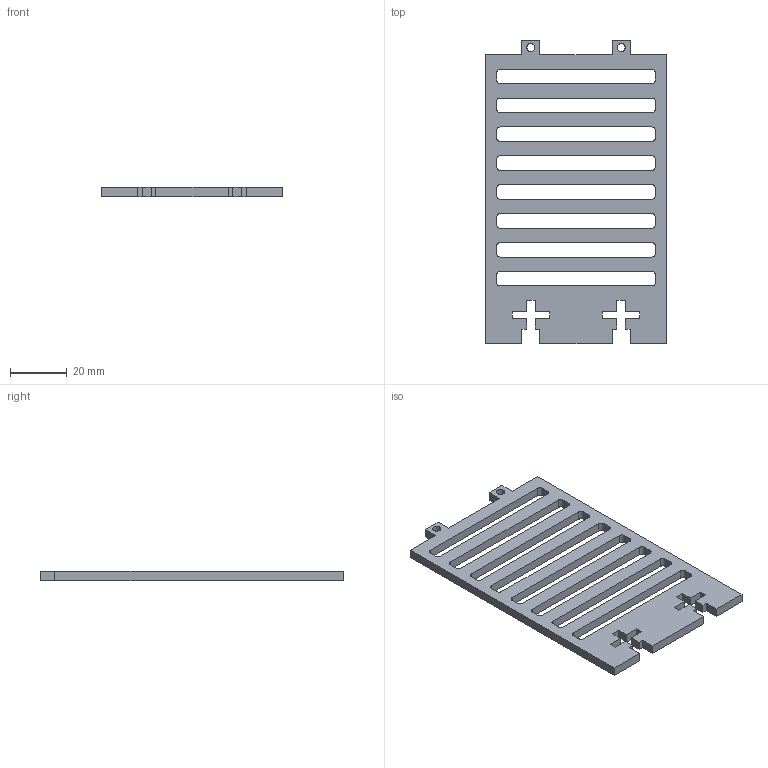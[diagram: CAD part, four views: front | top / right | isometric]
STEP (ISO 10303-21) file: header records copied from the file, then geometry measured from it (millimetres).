
FILE_DESCRIPTION( ( '' ), ' ' );
FILE_NAME( '592cd40a137b7a0fd01bb0be.step', '2017-05-30T02:08:11', ( '' ), ( '' ), ' ', ' ', ' ' );
FILE_SCHEMA( ( 'AUTOMOTIVE_DESIGN { 1 0 10303 214 1 1 1 1 }' ) );
Length unit declared in the file: metre
Products named in the file (1): Part 2
Bounding box: 63.5 x 106.68 x 3.17 mm (x, y, z)
Volume: 12916.9 mm3; surface area: 12670.8 mm2
Topology: 1 solids, 1 shells, 112 faces, 330 edges, 220 vertices
Faces by surface type: plane 78, cylinder 34
Full cylindrical faces by diameter (mm): 2.87 x2
Entity records: 4664 total; most frequent: CARTESIAN_POINT 661, ORIENTED_EDGE 656, DIRECTION 622, EDGE_CURVE 328, LINE 260, VECTOR 260, VERTEX_POINT 220, AXIS2_PLACEMENT_3D 181
